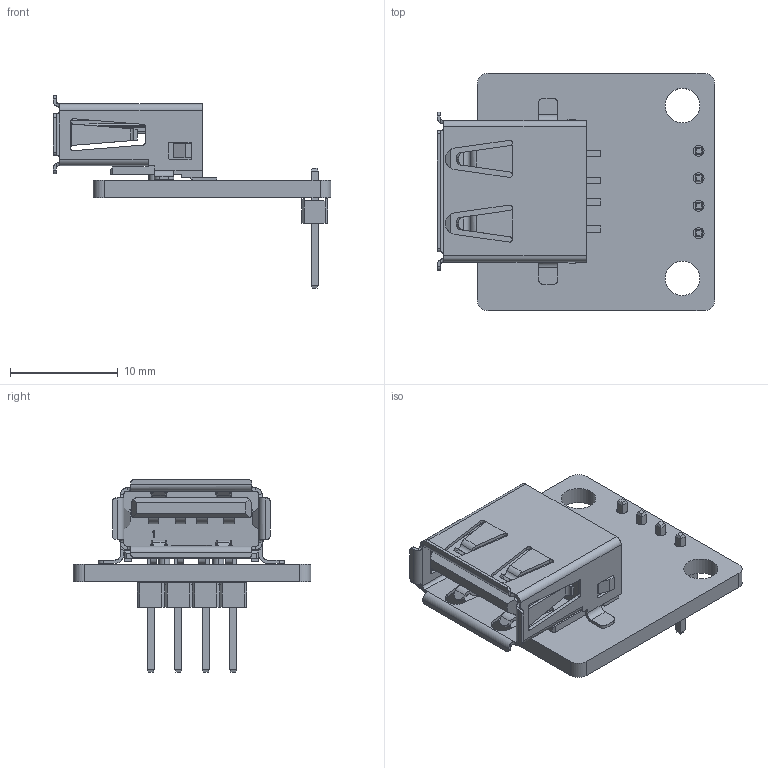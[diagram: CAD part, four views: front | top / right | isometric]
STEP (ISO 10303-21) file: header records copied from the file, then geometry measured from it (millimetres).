
FILE_DESCRIPTION(('KiCad electronic assembly'),'2;1');
FILE_NAME('USB_Type_A_female_breakout_3D.step','2021-12-16T12:53:55',( 'Pcbnew'),('Kicad'),'Open CASCADE STEP processor 7.5', 'KiCad to STEP converter','Unknown');
FILE_SCHEMA(('AUTOMOTIVE_DESIGN { 1 0 10303 214 1 1 1 1 }'));
Length unit declared in the file: millimetre
Products named in the file (6): USB_Type_A_female_breakout_3D 1; USB Type A Female; SOLID; 4x_Male_Pin_2.54_mm; COMPOUND
Assembly tree (5 placements, depth 3):
  USB_Type_A_female_breakout_3D 1
    USB Type A Female
      SOLID
    4x_Male_Pin_2.54_mm
      COMPOUND
    COMPOUND
Bounding box: 25.72 x 22 x 17.83 mm (x, y, z)
Volume: 1523.4 mm3; surface area: 2728.9 mm2
Topology: 6 solids, 6 shells, 483 faces, 1248 edges, 799 vertices
Faces by surface type: bspline 465, cylinder 12, plane 6
Full cylindrical faces by diameter (mm): 1 x4, 1.3 x2, 3.2 x2
Entity records: 30696 total; most frequent: CARTESIAN_POINT 11830, B_SPLINE_CURVE_WITH_KNOTS 3126, ORIENTED_EDGE 2496, PCURVE 2496, DEFINITIONAL_REPRESENTATION 2496, EDGE_CURVE 1248, SURFACE_CURVE 1240, VERTEX_POINT 799
